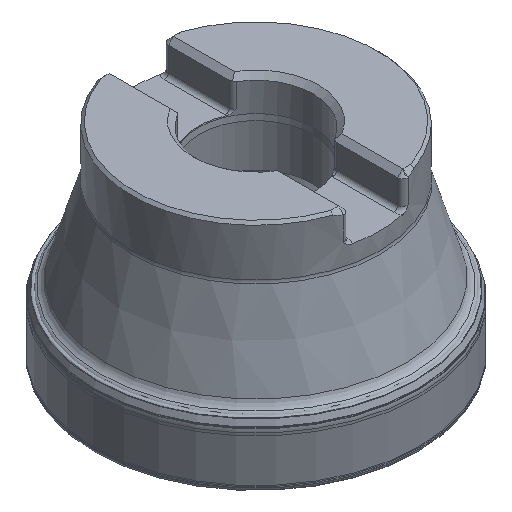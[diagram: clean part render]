
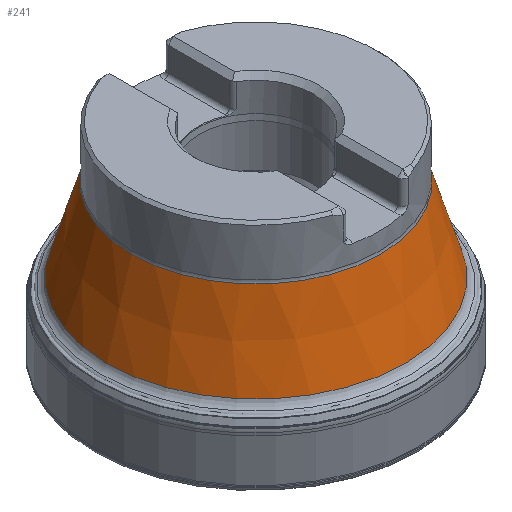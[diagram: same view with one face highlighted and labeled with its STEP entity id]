
A CAD part, isometric view. The second image highlights one B-rep face of the part: STEP entity #241.
In plain terms, the highlighted conical face has half-angle 16.773 degrees and reference radius 24 mm.
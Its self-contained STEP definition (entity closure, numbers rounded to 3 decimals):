
#164=CONICAL_SURFACE('',#1721,24.,16.773);
#241=ADVANCED_FACE('',(#555,#556),#164,.T.);
#555=FACE_BOUND('',#694,.T.);
#556=FACE_BOUND('',#695,.T.);
#694=EDGE_LOOP('',(#906));
#695=EDGE_LOOP('',(#907));
#906=ORIENTED_EDGE('',*,*,#1432,.T.);
#907=ORIENTED_EDGE('',*,*,#1433,.T.);
#1286=VERTEX_POINT('',#2527);
#1287=VERTEX_POINT('',#2529);
#1432=EDGE_CURVE('',#1286,#1286,#1605,.T.);
#1433=EDGE_CURVE('',#1287,#1287,#1606,.T.);
#1605=CIRCLE('',#1719,28.871);
#1606=CIRCLE('',#1720,24.085);
#1719=AXIS2_PLACEMENT_3D('',#2526,#1948,#1949);
#1720=AXIS2_PLACEMENT_3D('',#2528,#1950,#1951);
#1721=AXIS2_PLACEMENT_3D('',#2530,#1952,#1953);
#1948=DIRECTION('',(0.,0.,1.));
#1949=DIRECTION('',(-1.,0.,0.));
#1950=DIRECTION('',(0.,0.,-1.));
#1951=DIRECTION('',(-1.,0.,0.));
#1952=DIRECTION('',(0.,0.,-1.));
#1953=DIRECTION('',(-1.,0.,0.));
#2526=CARTESIAN_POINT('',(0.,0.,-26.16));
#2527=CARTESIAN_POINT('',(-28.871,0.,-26.16));
#2528=CARTESIAN_POINT('',(0.,0.,-10.282));
#2529=CARTESIAN_POINT('',(-24.085,0.,-10.282));
#2530=CARTESIAN_POINT('',(0.,0.,-10.));
